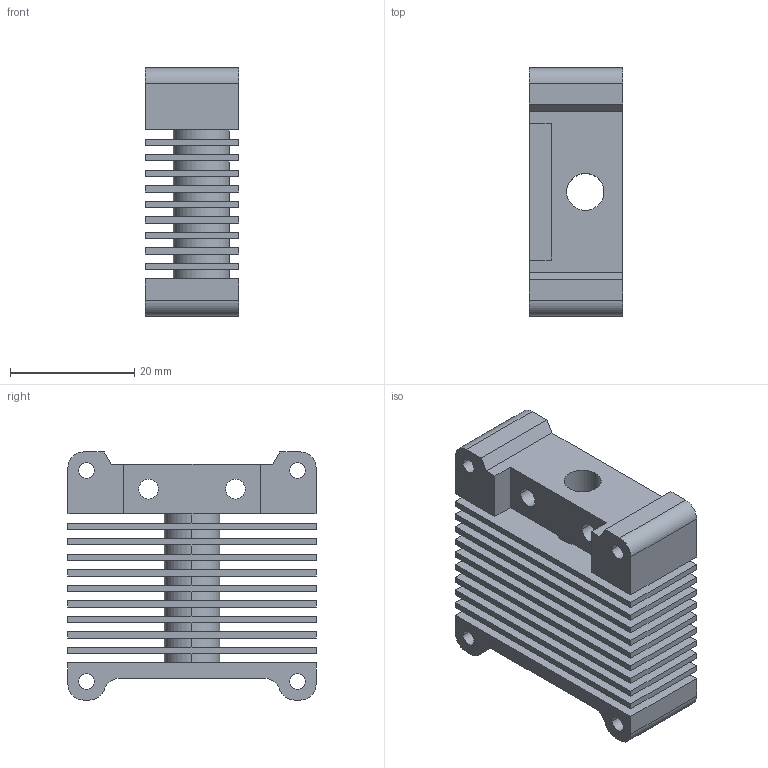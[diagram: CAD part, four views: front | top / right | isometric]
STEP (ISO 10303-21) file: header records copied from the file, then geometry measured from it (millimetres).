
FILE_DESCRIPTION(('CATIA V5 STEP Exchange'),'2;1');
FILE_NAME('hotend v1.4.stp','2023-10-04T13:29:50+00:00',('none'),('none'),'CATIA Version 5 Release 19 GA (IN-10)','CATIA V5 STEP AP203','none');
FILE_SCHEMA(('CONFIG_CONTROL_DESIGN'));
Length unit declared in the file: millimetre
Products named in the file (1): Part1
Bounding box: 15 x 40 x 40 mm (x, y, z)
Volume: 11471.7 mm3; surface area: 15944.4 mm2
Topology: 1 solids, 1 shells, 126 faces, 312 edges, 208 vertices
Faces by surface type: plane 76, cylinder 50
Entity records: 3367 total; most frequent: ORIENTED_EDGE 624, CARTESIAN_POINT 572, DIRECTION 414, EDGE_CURVE 312, VECTOR 212, LINE 212, VERTEX_POINT 208, EDGE_LOOP 168
